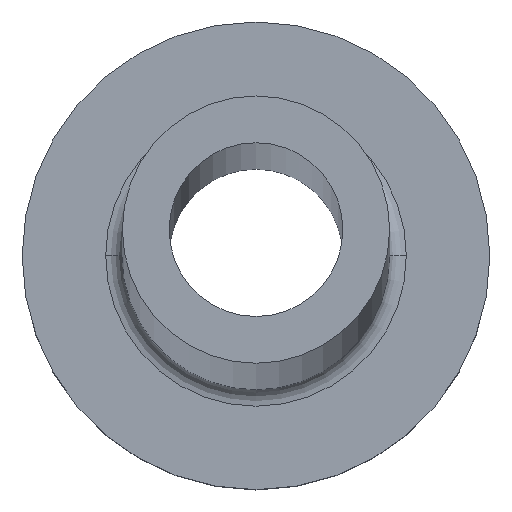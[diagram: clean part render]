
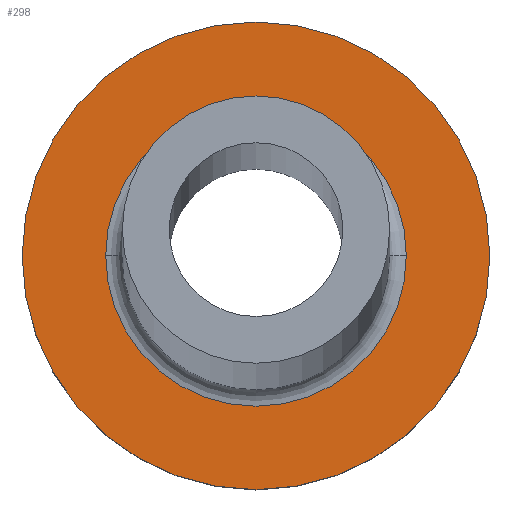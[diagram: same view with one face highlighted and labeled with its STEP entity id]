
A CAD part, top view. The second image highlights one B-rep face of the part: STEP entity #298.
In plain terms, the highlighted planar face has unit normal (0, 0, 1).
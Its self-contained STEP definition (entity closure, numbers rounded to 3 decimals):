
#29 = EDGE_LOOP ( 'NONE', ( #243, #194 ) ) ;
#31 = AXIS2_PLACEMENT_3D ( 'NONE', #325, #58, #197 ) ;
#34 = CIRCLE ( 'NONE', #184, 4.5 ) ;
#40 = DIRECTION ( 'NONE',  ( 0., 0., -1. ) ) ;
#58 = DIRECTION ( 'NONE',  ( 0., 0., 1. ) ) ;
#62 = EDGE_CURVE ( 'NONE', #320, #67, #34, .T. ) ;
#67 = VERTEX_POINT ( 'NONE', #363 ) ;
#69 = CARTESIAN_POINT ( 'NONE',  ( 0., 0., 5. ) ) ;
#76 = CARTESIAN_POINT ( 'NONE',  ( 0., 0., 5. ) ) ;
#83 = FACE_BOUND ( 'NONE', #29, .T. ) ;
#86 = CARTESIAN_POINT ( 'NONE',  ( 0., 0., 5. ) ) ;
#88 = DIRECTION ( 'NONE',  ( 1., 0., 0. ) ) ;
#90 = FACE_OUTER_BOUND ( 'NONE', #330, .T. ) ;
#133 = EDGE_CURVE ( 'NONE', #356, #151, #156, .T. ) ;
#139 = AXIS2_PLACEMENT_3D ( 'NONE', #86, #348, #88 ) ;
#140 = DIRECTION ( 'NONE',  ( 0., 0., -1. ) ) ;
#151 = VERTEX_POINT ( 'NONE', #360 ) ;
#156 = CIRCLE ( 'NONE', #368, 7. ) ;
#166 = CARTESIAN_POINT ( 'NONE',  ( 0., 0., 5. ) ) ;
#169 = PLANE ( 'NONE',  #31 ) ;
#184 = AXIS2_PLACEMENT_3D ( 'NONE', #69, #140, #187 ) ;
#187 = DIRECTION ( 'NONE',  ( 1., 0., 0. ) ) ;
#194 = ORIENTED_EDGE ( 'NONE', *, *, #62, .T. ) ;
#197 = DIRECTION ( 'NONE',  ( 1., 0., 0. ) ) ;
#199 = ORIENTED_EDGE ( 'NONE', *, *, #133, .T. ) ;
#210 = EDGE_CURVE ( 'NONE', #67, #320, #247, .T. ) ;
#225 = DIRECTION ( 'NONE',  ( 1., 0., 0. ) ) ;
#243 = ORIENTED_EDGE ( 'NONE', *, *, #210, .T. ) ;
#247 = CIRCLE ( 'NONE', #254, 4.5 ) ;
#252 = DIRECTION ( 'NONE',  ( 0., 0., 1. ) ) ;
#254 = AXIS2_PLACEMENT_3D ( 'NONE', #166, #40, #225 ) ;
#286 = EDGE_CURVE ( 'NONE', #151, #356, #308, .T. ) ;
#298 = ADVANCED_FACE ( 'NONE', ( #83, #90 ), #169, .T. ) ;
#304 = CARTESIAN_POINT ( 'NONE',  ( -7., 0., 5. ) ) ;
#308 = CIRCLE ( 'NONE', #139, 7. ) ;
#317 = DIRECTION ( 'NONE',  ( 1., 0., 0. ) ) ;
#320 = VERTEX_POINT ( 'NONE', #378 ) ;
#325 = CARTESIAN_POINT ( 'NONE',  ( 0., 0., 5. ) ) ;
#330 = EDGE_LOOP ( 'NONE', ( #199, #351 ) ) ;
#348 = DIRECTION ( 'NONE',  ( 0., 0., 1. ) ) ;
#351 = ORIENTED_EDGE ( 'NONE', *, *, #286, .T. ) ;
#356 = VERTEX_POINT ( 'NONE', #304 ) ;
#360 = CARTESIAN_POINT ( 'NONE',  ( 7., 0., 5. ) ) ;
#363 = CARTESIAN_POINT ( 'NONE',  ( 4.5, 0., 5. ) ) ;
#368 = AXIS2_PLACEMENT_3D ( 'NONE', #76, #252, #317 ) ;
#378 = CARTESIAN_POINT ( 'NONE',  ( -4.5, 0., 5. ) ) ;
